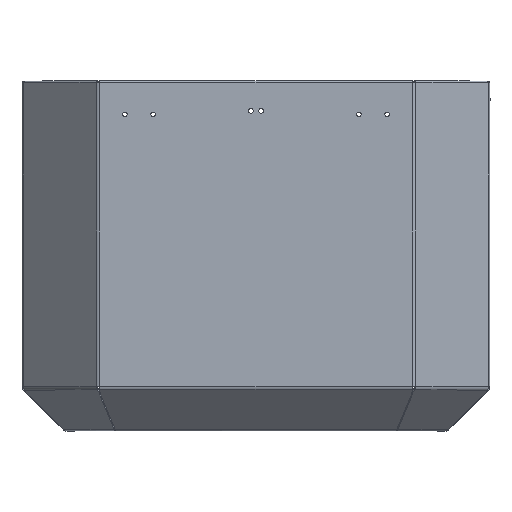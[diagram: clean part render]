
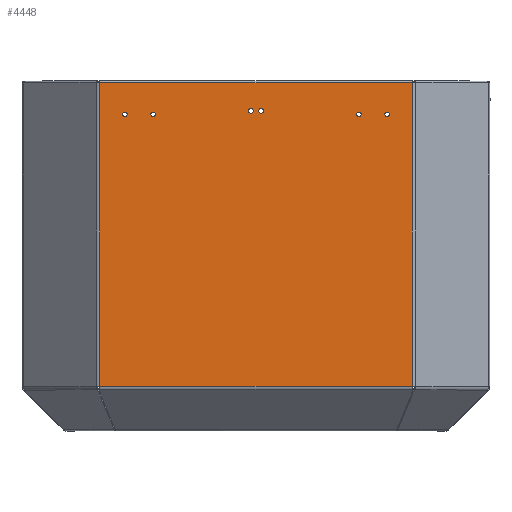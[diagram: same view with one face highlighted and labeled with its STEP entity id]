
A CAD part, top view. The second image highlights one B-rep face of the part: STEP entity #4448.
In plain terms, the highlighted planar face has unit normal (0, 0, 1).
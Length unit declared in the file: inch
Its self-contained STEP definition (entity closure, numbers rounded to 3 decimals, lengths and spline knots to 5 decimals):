
#185 = ORIENTED_EDGE ( 'NONE', *, *, #6829, .F. ) ;
#200 = AXIS2_PLACEMENT_3D ( 'NONE', #2943, #4429, #1457 ) ;
#232 = AXIS2_PLACEMENT_3D ( 'NONE', #430, #8499, #4068 ) ;
#326 = VERTEX_POINT ( 'NONE', #2465 ) ;
#384 = CARTESIAN_POINT ( 'NONE',  ( 4.82056, -1.25, 9.176 ) ) ;
#405 = ORIENTED_EDGE ( 'NONE', *, *, #5574, .F. ) ;
#417 = CARTESIAN_POINT ( 'NONE',  ( 4.9065, -1.25, 9.176 ) ) ;
#427 = ORIENTED_EDGE ( 'NONE', *, *, #1256, .F. ) ;
#430 = CARTESIAN_POINT ( 'NONE',  ( -0.1875, -1.125, 9.176 ) ) ;
#480 = CARTESIAN_POINT ( 'NONE',  ( 5.84331, -0.06597, 9.176 ) ) ;
#483 = EDGE_CURVE ( 'NONE', #8331, #1690, #4556, .T. ) ;
#563 = DIRECTION ( 'NONE',  ( 0., 0., 1. ) ) ;
#570 = EDGE_CURVE ( 'NONE', #6592, #9587, #6157, .T. ) ;
#573 = EDGE_CURVE ( 'NONE', #2880, #6964, #1947, .T. ) ;
#636 = EDGE_CURVE ( 'NONE', #6416, #5091, #7888, .T. ) ;
#637 = PLANE ( 'NONE',  #8600 ) ;
#648 = CARTESIAN_POINT ( 'NONE',  ( 5.84331, -11.42171, 9.176 ) ) ;
#805 = VECTOR ( 'NONE', #6220, 39.37008 ) ;
#894 = EDGE_LOOP ( 'NONE', ( #2615, #185 ) ) ;
#1025 = VECTOR ( 'NONE', #9336, 39.37008 ) ;
#1036 = CIRCLE ( 'NONE', #1209, 0.08594 ) ;
#1048 = EDGE_CURVE ( 'NONE', #3830, #6964, #8261, .T. ) ;
#1076 = EDGE_CURVE ( 'NONE', #1690, #8331, #1036, .T. ) ;
#1168 = DIRECTION ( 'NONE',  ( 1., 0., 0. ) ) ;
#1209 = AXIS2_PLACEMENT_3D ( 'NONE', #6437, #4910, #4239 ) ;
#1256 = EDGE_CURVE ( 'NONE', #9463, #7742, #8244, .T. ) ;
#1259 = DIRECTION ( 'NONE',  ( -1., 0., 0. ) ) ;
#1321 = DIRECTION ( 'NONE',  ( 0., 0., 1. ) ) ;
#1420 = CARTESIAN_POINT ( 'NONE',  ( -3.92944, -1.25, 9.176 ) ) ;
#1449 = AXIS2_PLACEMENT_3D ( 'NONE', #417, #5635, #2595 ) ;
#1457 = DIRECTION ( 'NONE',  ( -1., 0., 0. ) ) ;
#1690 = VERTEX_POINT ( 'NONE', #384 ) ;
#1734 = DIRECTION ( 'NONE',  ( 1., 0., 0. ) ) ;
#1780 = ORIENTED_EDGE ( 'NONE', *, *, #570, .F. ) ;
#1861 = FACE_BOUND ( 'NONE', #5814, .T. ) ;
#1939 = ORIENTED_EDGE ( 'NONE', *, *, #573, .T. ) ;
#1947 = LINE ( 'NONE', #480, #1025 ) ;
#2015 = EDGE_LOOP ( 'NONE', ( #6356, #2400 ) ) ;
#2046 = DIRECTION ( 'NONE',  ( 1., 0., 0. ) ) ;
#2089 = FACE_BOUND ( 'NONE', #4442, .T. ) ;
#2116 = CARTESIAN_POINT ( 'NONE',  ( -4.99243, -1.25, 9.176 ) ) ;
#2313 = CARTESIAN_POINT ( 'NONE',  ( 4.99243, -1.25, 9.176 ) ) ;
#2388 = CARTESIAN_POINT ( 'NONE',  ( 0.1875, -1.125, 9.176 ) ) ;
#2396 = CARTESIAN_POINT ( 'NONE',  ( 5.84331, -0.06597, 9.176 ) ) ;
#2399 = VERTEX_POINT ( 'NONE', #6061 ) ;
#2400 = ORIENTED_EDGE ( 'NONE', *, *, #1076, .F. ) ;
#2465 = CARTESIAN_POINT ( 'NONE',  ( 0.27344, -1.125, 9.176 ) ) ;
#2466 = AXIS2_PLACEMENT_3D ( 'NONE', #4501, #7378, #8194 ) ;
#2543 = CIRCLE ( 'NONE', #200, 0.08594 ) ;
#2595 = DIRECTION ( 'NONE',  ( 1., 0., 0. ) ) ;
#2615 = ORIENTED_EDGE ( 'NONE', *, *, #4164, .F. ) ;
#2693 = CARTESIAN_POINT ( 'NONE',  ( -3.8435, -1.25, 9.176 ) ) ;
#2796 = FACE_BOUND ( 'NONE', #2015, .T. ) ;
#2880 = VERTEX_POINT ( 'NONE', #2396 ) ;
#2901 = ORIENTED_EDGE ( 'NONE', *, *, #6167, .F. ) ;
#2943 = CARTESIAN_POINT ( 'NONE',  ( -3.8435, -1.25, 9.176 ) ) ;
#3249 = ORIENTED_EDGE ( 'NONE', *, *, #7182, .F. ) ;
#3310 = CARTESIAN_POINT ( 'NONE',  ( -5.84331, -13., 9.176 ) ) ;
#3386 = FACE_OUTER_BOUND ( 'NONE', #4613, .T. ) ;
#3465 = VECTOR ( 'NONE', #4114, 39.37008 ) ;
#3559 = DIRECTION ( 'NONE',  ( 1., 0., 0. ) ) ;
#3600 = AXIS2_PLACEMENT_3D ( 'NONE', #8842, #1321, #4406 ) ;
#3670 = AXIS2_PLACEMENT_3D ( 'NONE', #2693, #5728, #1259 ) ;
#3769 = FACE_BOUND ( 'NONE', #8639, .T. ) ;
#3811 = CARTESIAN_POINT ( 'NONE',  ( 5.84331, -11.42171, 9.176 ) ) ;
#3830 = VERTEX_POINT ( 'NONE', #5387 ) ;
#3965 = ORIENTED_EDGE ( 'NONE', *, *, #1048, .F. ) ;
#4016 = DIRECTION ( 'NONE',  ( 0., 0., 1. ) ) ;
#4018 = VECTOR ( 'NONE', #6591, 39.37008 ) ;
#4068 = DIRECTION ( 'NONE',  ( 1., 0., 0. ) ) ;
#4112 = CIRCLE ( 'NONE', #2466, 0.08594 ) ;
#4114 = DIRECTION ( 'NONE',  ( 0., -1., 0. ) ) ;
#4142 = CIRCLE ( 'NONE', #5578, 0.08594 ) ;
#4164 = EDGE_CURVE ( 'NONE', #326, #7395, #4232, .T. ) ;
#4232 = CIRCLE ( 'NONE', #7599, 0.08594 ) ;
#4239 = DIRECTION ( 'NONE',  ( 1., 0., 0. ) ) ;
#4262 = CARTESIAN_POINT ( 'NONE',  ( -0.27344, -1.125, 9.176 ) ) ;
#4298 = CIRCLE ( 'NONE', #7157, 0.08594 ) ;
#4397 = CARTESIAN_POINT ( 'NONE',  ( -4.9065, -1.25, 9.176 ) ) ;
#4406 = DIRECTION ( 'NONE',  ( -1., 0., 0. ) ) ;
#4429 = DIRECTION ( 'NONE',  ( 0., 0., 1. ) ) ;
#4442 = EDGE_LOOP ( 'NONE', ( #8895, #427 ) ) ;
#4448 = ADVANCED_FACE ( 'NONE', ( #3386, #1861, #7316, #3769, #2796, #2089, #5962 ), #637, .T. ) ;
#4501 = CARTESIAN_POINT ( 'NONE',  ( -0.1875, -1.125, 9.176 ) ) ;
#4556 = CIRCLE ( 'NONE', #1449, 0.08594 ) ;
#4608 = CARTESIAN_POINT ( 'NONE',  ( 3.8435, -1.25, 9.176 ) ) ;
#4613 = EDGE_LOOP ( 'NONE', ( #1939, #3965, #8333, #9605 ) ) ;
#4841 = CARTESIAN_POINT ( 'NONE',  ( 0.10156, -1.125, 9.176 ) ) ;
#4878 = AXIS2_PLACEMENT_3D ( 'NONE', #4397, #5097, #5034 ) ;
#4910 = DIRECTION ( 'NONE',  ( 0., 0., 1. ) ) ;
#4984 = ORIENTED_EDGE ( 'NONE', *, *, #5095, .F. ) ;
#5034 = DIRECTION ( 'NONE',  ( -1., 0., 0. ) ) ;
#5081 = CARTESIAN_POINT ( 'NONE',  ( -8.75, -13., 9.176 ) ) ;
#5091 = VERTEX_POINT ( 'NONE', #2116 ) ;
#5095 = EDGE_CURVE ( 'NONE', #5091, #6416, #8377, .T. ) ;
#5097 = DIRECTION ( 'NONE',  ( 0., 0., 1. ) ) ;
#5145 = AXIS2_PLACEMENT_3D ( 'NONE', #5773, #563, #2046 ) ;
#5208 = VERTEX_POINT ( 'NONE', #3811 ) ;
#5367 = CARTESIAN_POINT ( 'NONE',  ( 3.75757, -1.25, 9.176 ) ) ;
#5387 = CARTESIAN_POINT ( 'NONE',  ( -5.84331, -11.42171, 9.176 ) ) ;
#5574 = EDGE_CURVE ( 'NONE', #9587, #6592, #2543, .T. ) ;
#5578 = AXIS2_PLACEMENT_3D ( 'NONE', #9241, #8585, #1168 ) ;
#5580 = EDGE_LOOP ( 'NONE', ( #6587, #4984 ) ) ;
#5635 = DIRECTION ( 'NONE',  ( 0., 0., 1. ) ) ;
#5728 = DIRECTION ( 'NONE',  ( 0., 0., 1. ) ) ;
#5773 = CARTESIAN_POINT ( 'NONE',  ( 3.8435, -1.25, 9.176 ) ) ;
#5814 = EDGE_LOOP ( 'NONE', ( #405, #1780 ) ) ;
#5962 = FACE_BOUND ( 'NONE', #894, .T. ) ;
#6028 = CIRCLE ( 'NONE', #5145, 0.08594 ) ;
#6061 = CARTESIAN_POINT ( 'NONE',  ( 3.92944, -1.25, 9.176 ) ) ;
#6139 = LINE ( 'NONE', #8537, #3465 ) ;
#6157 = CIRCLE ( 'NONE', #3670, 0.08594 ) ;
#6167 = EDGE_CURVE ( 'NONE', #6247, #2399, #6028, .T. ) ;
#6220 = DIRECTION ( 'NONE',  ( 0., 1., 0. ) ) ;
#6247 = VERTEX_POINT ( 'NONE', #5367 ) ;
#6356 = ORIENTED_EDGE ( 'NONE', *, *, #483, .F. ) ;
#6416 = VERTEX_POINT ( 'NONE', #7766 ) ;
#6437 = CARTESIAN_POINT ( 'NONE',  ( 4.9065, -1.25, 9.176 ) ) ;
#6587 = ORIENTED_EDGE ( 'NONE', *, *, #636, .F. ) ;
#6591 = DIRECTION ( 'NONE',  ( -1., 0., 0. ) ) ;
#6592 = VERTEX_POINT ( 'NONE', #1420 ) ;
#6765 = CARTESIAN_POINT ( 'NONE',  ( -0.10156, -1.125, 9.176 ) ) ;
#6829 = EDGE_CURVE ( 'NONE', #7395, #326, #4142, .T. ) ;
#6874 = DIRECTION ( 'NONE',  ( 1., 0., 0. ) ) ;
#6964 = VERTEX_POINT ( 'NONE', #7990 ) ;
#7157 = AXIS2_PLACEMENT_3D ( 'NONE', #4608, #7566, #6874 ) ;
#7182 = EDGE_CURVE ( 'NONE', #2399, #6247, #4298, .T. ) ;
#7291 = EDGE_CURVE ( 'NONE', #2880, #5208, #6139, .T. ) ;
#7316 = FACE_BOUND ( 'NONE', #5580, .T. ) ;
#7378 = DIRECTION ( 'NONE',  ( 0., 0., 1. ) ) ;
#7395 = VERTEX_POINT ( 'NONE', #4841 ) ;
#7566 = DIRECTION ( 'NONE',  ( 0., 0., 1. ) ) ;
#7599 = AXIS2_PLACEMENT_3D ( 'NONE', #2388, #4016, #1734 ) ;
#7742 = VERTEX_POINT ( 'NONE', #6765 ) ;
#7766 = CARTESIAN_POINT ( 'NONE',  ( -4.82056, -1.25, 9.176 ) ) ;
#7888 = CIRCLE ( 'NONE', #3600, 0.08594 ) ;
#7938 = LINE ( 'NONE', #648, #4018 ) ;
#7990 = CARTESIAN_POINT ( 'NONE',  ( -5.84331, -0.06597, 9.176 ) ) ;
#8194 = DIRECTION ( 'NONE',  ( 1., 0., 0. ) ) ;
#8207 = CARTESIAN_POINT ( 'NONE',  ( -3.75757, -1.25, 9.176 ) ) ;
#8212 = EDGE_CURVE ( 'NONE', #5208, #3830, #7938, .T. ) ;
#8244 = CIRCLE ( 'NONE', #232, 0.08594 ) ;
#8261 = LINE ( 'NONE', #3310, #805 ) ;
#8331 = VERTEX_POINT ( 'NONE', #2313 ) ;
#8333 = ORIENTED_EDGE ( 'NONE', *, *, #8212, .F. ) ;
#8377 = CIRCLE ( 'NONE', #4878, 0.08594 ) ;
#8499 = DIRECTION ( 'NONE',  ( 0., 0., 1. ) ) ;
#8537 = CARTESIAN_POINT ( 'NONE',  ( 5.84331, -13., 9.176 ) ) ;
#8585 = DIRECTION ( 'NONE',  ( 0., 0., 1. ) ) ;
#8600 = AXIS2_PLACEMENT_3D ( 'NONE', #5081, #9542, #3559 ) ;
#8639 = EDGE_LOOP ( 'NONE', ( #3249, #2901 ) ) ;
#8747 = EDGE_CURVE ( 'NONE', #7742, #9463, #4112, .T. ) ;
#8842 = CARTESIAN_POINT ( 'NONE',  ( -4.9065, -1.25, 9.176 ) ) ;
#8895 = ORIENTED_EDGE ( 'NONE', *, *, #8747, .F. ) ;
#9241 = CARTESIAN_POINT ( 'NONE',  ( 0.1875, -1.125, 9.176 ) ) ;
#9336 = DIRECTION ( 'NONE',  ( -1., 0., 0. ) ) ;
#9463 = VERTEX_POINT ( 'NONE', #4262 ) ;
#9542 = DIRECTION ( 'NONE',  ( 0., 0., 1. ) ) ;
#9587 = VERTEX_POINT ( 'NONE', #8207 ) ;
#9605 = ORIENTED_EDGE ( 'NONE', *, *, #7291, .F. ) ;
